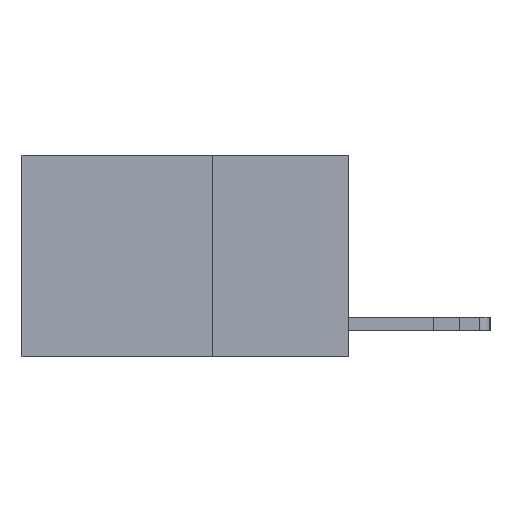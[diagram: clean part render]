
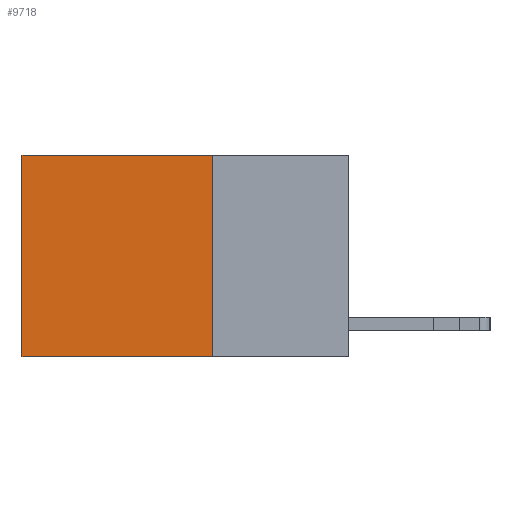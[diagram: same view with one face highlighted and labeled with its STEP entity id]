
A CAD part, left-side view. The second image highlights one B-rep face of the part: STEP entity #9718.
In plain terms, the highlighted planar face has unit normal (-1, 0, 0).
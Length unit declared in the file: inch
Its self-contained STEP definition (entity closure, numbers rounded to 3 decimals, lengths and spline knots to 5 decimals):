
#875 = CARTESIAN_POINT ( 'NONE',  ( 0.2625, 0.25, 0. ) ) ;
#1024 = LINE ( 'NONE', #4892, #15096 ) ;
#2531 = DIRECTION ( 'NONE',  ( 0., 0., -1. ) ) ;
#2620 = CARTESIAN_POINT ( 'NONE',  ( 0.2625, 0.6, 0. ) ) ;
#3727 = DIRECTION ( 'NONE',  ( 0., 0., -1. ) ) ;
#4157 = CARTESIAN_POINT ( 'NONE',  ( 0.2625, 0.6, -0.37 ) ) ;
#4642 = EDGE_CURVE ( 'NONE', #15136, #9757, #6462, .T. ) ;
#4837 = DIRECTION ( 'NONE',  ( 0., 0., -1. ) ) ;
#4892 = CARTESIAN_POINT ( 'NONE',  ( 0.2625, 0.25, -0.37 ) ) ;
#6336 = DIRECTION ( 'NONE',  ( 1., 0., 0. ) ) ;
#6385 = CARTESIAN_POINT ( 'NONE',  ( 0.2625, 0.25, -0.37 ) ) ;
#6462 = LINE ( 'NONE', #2620, #13306 ) ;
#7627 = VERTEX_POINT ( 'NONE', #6385 ) ;
#8464 = EDGE_LOOP ( 'NONE', ( #11104, #10817, #14546, #14683 ) ) ;
#9718 = ADVANCED_FACE ( 'NONE', ( #17061 ), #15656, .F. ) ;
#9757 = VERTEX_POINT ( 'NONE', #4157 ) ;
#9822 = VECTOR ( 'NONE', #4837, 39.37008 ) ;
#9826 = CARTESIAN_POINT ( 'NONE',  ( 0.2625, 0.25, 0. ) ) ;
#10126 = AXIS2_PLACEMENT_3D ( 'NONE', #10529, #6336, #3727 ) ;
#10529 = CARTESIAN_POINT ( 'NONE',  ( 0.2625, 0.25, 0. ) ) ;
#10817 = ORIENTED_EDGE ( 'NONE', *, *, #10999, .F. ) ;
#10972 = DIRECTION ( 'NONE',  ( 0., 1., 0. ) ) ;
#10999 = EDGE_CURVE ( 'NONE', #7627, #9757, #1024, .T. ) ;
#11023 = VECTOR ( 'NONE', #10972, 39.37008 ) ;
#11104 = ORIENTED_EDGE ( 'NONE', *, *, #4642, .T. ) ;
#11134 = CARTESIAN_POINT ( 'NONE',  ( 0.2625, 0.25, 0. ) ) ;
#11522 = DIRECTION ( 'NONE',  ( 0., 1., 0. ) ) ;
#12736 = VERTEX_POINT ( 'NONE', #11134 ) ;
#13306 = VECTOR ( 'NONE', #2531, 39.37008 ) ;
#14546 = ORIENTED_EDGE ( 'NONE', *, *, #14621, .F. ) ;
#14621 = EDGE_CURVE ( 'NONE', #12736, #7627, #16437, .T. ) ;
#14683 = ORIENTED_EDGE ( 'NONE', *, *, #16997, .T. ) ;
#15096 = VECTOR ( 'NONE', #11522, 39.37008 ) ;
#15136 = VERTEX_POINT ( 'NONE', #16748 ) ;
#15656 = PLANE ( 'NONE',  #10126 ) ;
#16437 = LINE ( 'NONE', #875, #9822 ) ;
#16537 = LINE ( 'NONE', #9826, #11023 ) ;
#16748 = CARTESIAN_POINT ( 'NONE',  ( 0.2625, 0.6, 0. ) ) ;
#16997 = EDGE_CURVE ( 'NONE', #12736, #15136, #16537, .T. ) ;
#17061 = FACE_OUTER_BOUND ( 'NONE', #8464, .T. ) ;
